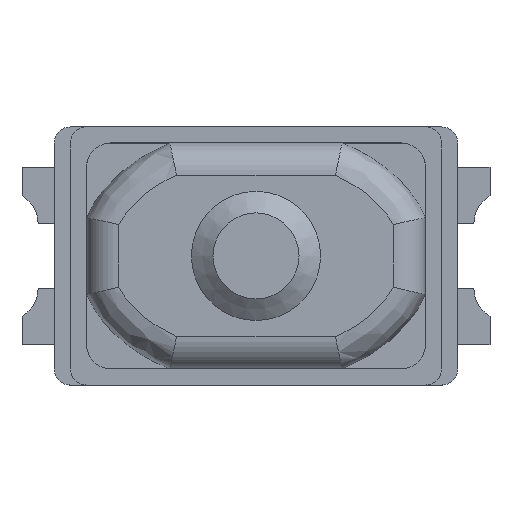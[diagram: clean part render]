
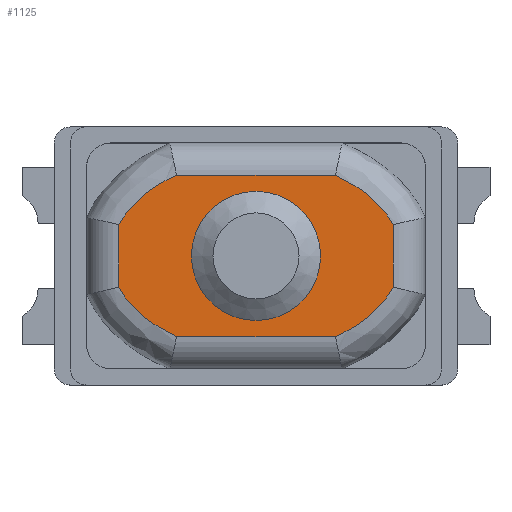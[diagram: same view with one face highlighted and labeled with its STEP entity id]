
A CAD part, top view. The second image highlights one B-rep face of the part: STEP entity #1125.
In plain terms, the highlighted planar face has unit normal (0, 0, 1).
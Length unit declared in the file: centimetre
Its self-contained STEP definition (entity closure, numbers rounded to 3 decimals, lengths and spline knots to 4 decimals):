
#20=B_SPLINE_CURVE_WITH_KNOTS($,3,(#1856,#1857,#1858,#1859,#1860),
 .UNSPECIFIED.,.F.,.F.,(4,1,4),(0.448,0.472,0.496),
 .UNSPECIFIED.);
#23=B_SPLINE_CURVE_WITH_KNOTS($,3,(#1928,#1929,#1930,#1931,#1932),
 .UNSPECIFIED.,.F.,.F.,(4,1,4),(0.454,0.478,0.502),
 .UNSPECIFIED.);
#26=B_SPLINE_CURVE_WITH_KNOTS($,3,(#1998,#1999,#2000,#2001,#2002),
 .UNSPECIFIED.,.F.,.F.,(4,1,4),(0.448,0.472,0.496),
 .UNSPECIFIED.);
#29=B_SPLINE_CURVE_WITH_KNOTS($,3,(#2066,#2067,#2068,#2069,#2070),
 .UNSPECIFIED.,.F.,.F.,(4,1,4),(0.454,0.478,0.502),
 .UNSPECIFIED.);
#72=PLANE($,#1238);
#137=FACE_OUTER_BOUND($,#207,.T.);
#207=EDGE_LOOP($,(#977,#978,#979,#980,#981,#982,#983,#984));
#297=LINE($,#1794,#405);
#299=LINE($,#1881,#407);
#302=LINE($,#1953,#410);
#304=LINE($,#2023,#412);
#405=VECTOR($,#1484,0.0984);
#407=VECTOR($,#1490,0.0387);
#410=VECTOR($,#1497,0.0984);
#412=VECTOR($,#1503,0.0387);
#543=VERTEX_POINT($,#1792);
#544=VERTEX_POINT($,#1793);
#547=VERTEX_POINT($,#1855);
#549=VERTEX_POINT($,#1880);
#552=VERTEX_POINT($,#1927);
#554=VERTEX_POINT($,#1952);
#556=VERTEX_POINT($,#1997);
#558=VERTEX_POINT($,#2022);
#683=EDGE_CURVE($,#543,#544,#297,.T.);
#687=EDGE_CURVE($,#544,#547,#20,.T.);
#690=EDGE_CURVE($,#547,#549,#299,.T.);
#694=EDGE_CURVE($,#549,#552,#23,.T.);
#697=EDGE_CURVE($,#552,#554,#302,.T.);
#700=EDGE_CURVE($,#554,#556,#26,.T.);
#703=EDGE_CURVE($,#556,#558,#304,.T.);
#706=EDGE_CURVE($,#558,#543,#29,.T.);
#977=ORIENTED_EDGE($,*,*,#683,.F.);
#978=ORIENTED_EDGE($,*,*,#706,.F.);
#979=ORIENTED_EDGE($,*,*,#703,.F.);
#980=ORIENTED_EDGE($,*,*,#700,.F.);
#981=ORIENTED_EDGE($,*,*,#697,.F.);
#982=ORIENTED_EDGE($,*,*,#694,.F.);
#983=ORIENTED_EDGE($,*,*,#690,.F.);
#984=ORIENTED_EDGE($,*,*,#687,.F.);
#1125=ADVANCED_FACE($,(#137),#72,.T.);
#1238=AXIS2_PLACEMENT_3D($,#2071,#1506,#1507);
#1484=DIRECTION($,(1.,0.,0.));
#1490=DIRECTION($,(0.,-1.,0.));
#1497=DIRECTION($,(-1.,0.,0.));
#1503=DIRECTION($,(0.,1.,0.));
#1506=DIRECTION('center_axis',(0.,0.,1.));
#1507=DIRECTION('ref_axis',(1.,0.,0.));
#1792=CARTESIAN_POINT('',(-0.0492,0.05,0.04));
#1793=CARTESIAN_POINT('',(0.0492,0.05,0.04));
#1794=CARTESIAN_POINT($,(0.,0.05,0.04));
#1855=CARTESIAN_POINT('',(0.085,0.0193,0.04));
#1856=CARTESIAN_POINT('Ctrl Pts',(0.0492,0.05,
0.04));
#1857=CARTESIAN_POINT('Ctrl Pts',(0.0565,0.0468,
0.04));
#1858=CARTESIAN_POINT('Ctrl Pts',(0.0704,0.0386,
0.04));
#1859=CARTESIAN_POINT('Ctrl Pts',(0.0813,0.0264,
0.04));
#1860=CARTESIAN_POINT('Ctrl Pts',(0.085,0.0193,
0.04));
#1880=CARTESIAN_POINT('',(0.085,-0.0193,0.04));
#1881=CARTESIAN_POINT($,(0.085,0.,0.04));
#1927=CARTESIAN_POINT('',(0.0492,-0.05,0.04));
#1928=CARTESIAN_POINT('Ctrl Pts',(0.085,-0.0193,
0.04));
#1929=CARTESIAN_POINT('Ctrl Pts',(0.0813,-0.0264,
0.04));
#1930=CARTESIAN_POINT('Ctrl Pts',(0.0704,-0.0386,
0.04));
#1931=CARTESIAN_POINT('Ctrl Pts',(0.0565,-0.0468,
0.04));
#1932=CARTESIAN_POINT('Ctrl Pts',(0.0492,-0.05,
0.04));
#1952=CARTESIAN_POINT('',(-0.0492,-0.05,0.04));
#1953=CARTESIAN_POINT($,(0.,-0.05,0.04));
#1997=CARTESIAN_POINT('',(-0.085,-0.0193,0.04));
#1998=CARTESIAN_POINT('Ctrl Pts',(-0.0492,-0.05,
0.04));
#1999=CARTESIAN_POINT('Ctrl Pts',(-0.0565,-0.0468,
0.04));
#2000=CARTESIAN_POINT('Ctrl Pts',(-0.0704,-0.0386,
0.04));
#2001=CARTESIAN_POINT('Ctrl Pts',(-0.0813,-0.0264,
0.04));
#2002=CARTESIAN_POINT('Ctrl Pts',(-0.085,-0.0193,
0.04));
#2022=CARTESIAN_POINT('',(-0.085,0.0193,0.04));
#2023=CARTESIAN_POINT($,(-0.085,0.,0.04));
#2066=CARTESIAN_POINT('Ctrl Pts',(-0.085,0.0193,
0.04));
#2067=CARTESIAN_POINT('Ctrl Pts',(-0.0813,0.0264,
0.04));
#2068=CARTESIAN_POINT('Ctrl Pts',(-0.0704,0.0386,
0.04));
#2069=CARTESIAN_POINT('Ctrl Pts',(-0.0565,0.0468,
0.04));
#2070=CARTESIAN_POINT('Ctrl Pts',(-0.0492,0.05,
0.04));
#2071=CARTESIAN_POINT('Origin',(0.,0.,0.04));
